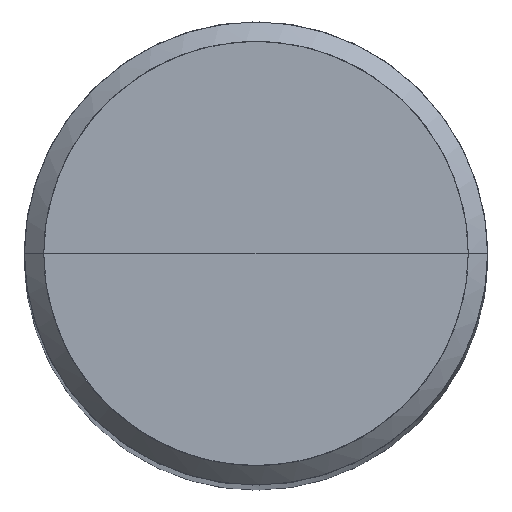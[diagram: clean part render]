
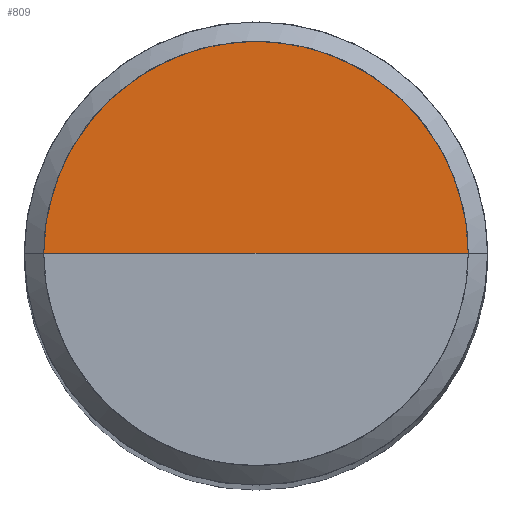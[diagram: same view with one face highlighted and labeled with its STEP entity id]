
A CAD part, top view. The second image highlights one B-rep face of the part: STEP entity #809.
In plain terms, the highlighted free-form (B-spline) face has degree [1, 2] with [2, 5] control points.
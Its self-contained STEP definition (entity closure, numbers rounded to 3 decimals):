
#543=CARTESIAN_POINT('',(2.75,0.0,45.0));
#544=CARTESIAN_POINT('',(2.75,2.75,45.0));
#545=CARTESIAN_POINT('',(0.0,2.75,45.0));
#546=CARTESIAN_POINT('',(-2.75,2.75,45.0));
#547=CARTESIAN_POINT('',(-2.75,0.0,45.0));
#548=CARTESIAN_POINT('',(0.0,0.0,45.0));
#794=(
BOUNDED_SURFACE()
B_SPLINE_SURFACE(1,2,(
(#543,#544,#545,#546,#547),
(#548,#548,#548,#548,#548)
), .UNSPECIFIED.,.F.,.F.,.F.)
B_SPLINE_SURFACE_WITH_KNOTS((2,2),(3,2,3),(
0.0,1.0),(
0.0,0.5,1.0), .UNSPECIFIED.)
GEOMETRIC_REPRESENTATION_ITEM()
RATIONAL_B_SPLINE_SURFACE(((1.0,0.707,1.0,0.707,1.0),
(1.0,0.707,1.0,0.707,1.0)
))
REPRESENTATION_ITEM('')
SURFACE()
);
#795=(
BOUNDED_CURVE()
B_SPLINE_CURVE(2,(#547,#546,#545,#544,#543),.UNSPECIFIED.,.F.,.F.)
B_SPLINE_CURVE_WITH_KNOTS((3,2,3),
(0.0,0.5,1.0),.UNSPECIFIED.)
CURVE()
GEOMETRIC_REPRESENTATION_ITEM()
RATIONAL_B_SPLINE_CURVE((1.0,0.707,1.0,0.707,1.0))
REPRESENTATION_ITEM('')
);
#796=(
BOUNDED_CURVE()
B_SPLINE_CURVE(1,(#543,#548),.UNSPECIFIED.,.F.,.F.)
B_SPLINE_CURVE_WITH_KNOTS((2,2),
(0.0,1.0),.UNSPECIFIED.)
CURVE()
GEOMETRIC_REPRESENTATION_ITEM()
RATIONAL_B_SPLINE_CURVE((1.0,1.0))
REPRESENTATION_ITEM('')
);
#797=(
BOUNDED_CURVE()
B_SPLINE_CURVE(1,(#548,#547),.UNSPECIFIED.,.F.,.F.)
B_SPLINE_CURVE_WITH_KNOTS((2,2),
(0.0,1.0),.UNSPECIFIED.)
CURVE()
GEOMETRIC_REPRESENTATION_ITEM()
RATIONAL_B_SPLINE_CURVE((1.0,1.0))
REPRESENTATION_ITEM('')
);
#798=VERTEX_POINT('',#543);
#799=VERTEX_POINT('',#547);
#800=VERTEX_POINT('',#548);
#801=EDGE_CURVE('',#799,#798,#795,.T.);
#802=EDGE_CURVE('',#798,#800,#796,.T.);
#803=EDGE_CURVE('',#800,#799,#797,.T.);
#804=ORIENTED_EDGE('',*,*,#801,.T.);
#805=ORIENTED_EDGE('',*,*,#802,.T.);
#806=ORIENTED_EDGE('',*,*,#803,.T.);
#807=EDGE_LOOP('',(#804,#805,#806));
#808=FACE_OUTER_BOUND('',#807,.T.);
#809=ADVANCED_FACE('',(#808),#794,.T.);
